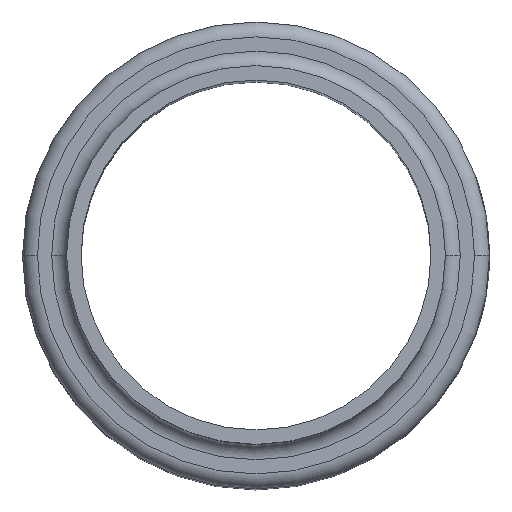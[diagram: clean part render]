
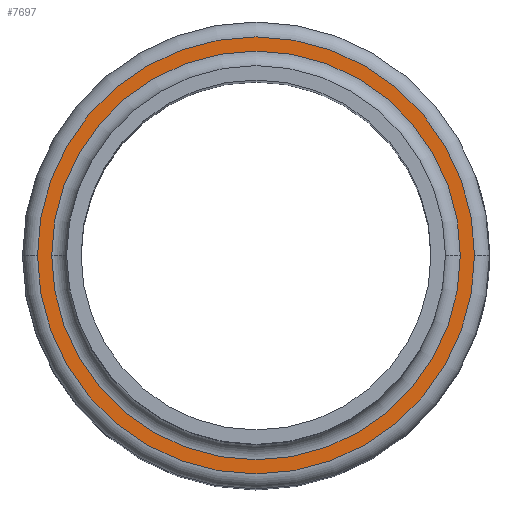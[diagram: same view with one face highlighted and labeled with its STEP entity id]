
A CAD part, top view. The second image highlights one B-rep face of the part: STEP entity #7697.
In plain terms, the highlighted planar face has unit normal (0, 0, 1).
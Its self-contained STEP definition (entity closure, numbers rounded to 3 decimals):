
#785 = DIRECTION ( 'NONE',  ( -1., 0., 0. ) ) ;
#977 = AXIS2_PLACEMENT_3D ( 'NONE', #24590, #11651, #17844 ) ;
#1477 = AXIS2_PLACEMENT_3D ( 'NONE', #11954, #13959, #16273 ) ;
#3191 = AXIS2_PLACEMENT_3D ( 'NONE', #6296, #25848, #4001 ) ;
#3285 = CIRCLE ( 'NONE', #977, 43.9 ) ;
#3325 = FACE_BOUND ( 'NONE', #16929, .T. ) ;
#3976 = DIRECTION ( 'NONE',  ( -1., 0., 0. ) ) ;
#4001 = DIRECTION ( 'NONE',  ( -1., 0., 0. ) ) ;
#4306 = CARTESIAN_POINT ( 'NONE',  ( 43.9, 0., -50. ) ) ;
#5144 = CIRCLE ( 'NONE', #27180, 41.05 ) ;
#5705 = CARTESIAN_POINT ( 'NONE',  ( -43.9, 0., -50. ) ) ;
#5898 = EDGE_CURVE ( 'NONE', #28352, #16035, #3285, .T. ) ;
#6296 = CARTESIAN_POINT ( 'NONE',  ( 0., 0., -50. ) ) ;
#7697 = ADVANCED_FACE ( 'NONE', ( #3325, #9360 ), #13667, .F. ) ;
#8151 = CARTESIAN_POINT ( 'NONE',  ( 0., 0., -50. ) ) ;
#9360 = FACE_OUTER_BOUND ( 'NONE', #12100, .T. ) ;
#10512 = EDGE_CURVE ( 'NONE', #16035, #28352, #18784, .T. ) ;
#10681 = ORIENTED_EDGE ( 'NONE', *, *, #10512, .T. ) ;
#10867 = DIRECTION ( 'NONE',  ( 0., 0., -1. ) ) ;
#11651 = DIRECTION ( 'NONE',  ( 0., 0., 1. ) ) ;
#11954 = CARTESIAN_POINT ( 'NONE',  ( 0., 38.05, -50. ) ) ;
#12100 = EDGE_LOOP ( 'NONE', ( #10681, #17913 ) ) ;
#12480 = EDGE_CURVE ( 'NONE', #19511, #17324, #15600, .T. ) ;
#13667 = PLANE ( 'NONE',  #1477 ) ;
#13959 = DIRECTION ( 'NONE',  ( 0., 0., -1. ) ) ;
#14162 = DIRECTION ( 'NONE',  ( 0., 0., 1. ) ) ;
#15600 = CIRCLE ( 'NONE', #3191, 41.05 ) ;
#15851 = CARTESIAN_POINT ( 'NONE',  ( -41.05, 0., -50. ) ) ;
#16035 = VERTEX_POINT ( 'NONE', #5705 ) ;
#16273 = DIRECTION ( 'NONE',  ( -1., 0., 0. ) ) ;
#16629 = CARTESIAN_POINT ( 'NONE',  ( 0., 0., -50. ) ) ;
#16674 = ORIENTED_EDGE ( 'NONE', *, *, #25361, .T. ) ;
#16929 = EDGE_LOOP ( 'NONE', ( #17076, #16674 ) ) ;
#17076 = ORIENTED_EDGE ( 'NONE', *, *, #12480, .T. ) ;
#17324 = VERTEX_POINT ( 'NONE', #23739 ) ;
#17844 = DIRECTION ( 'NONE',  ( -1., 0., 0. ) ) ;
#17913 = ORIENTED_EDGE ( 'NONE', *, *, #5898, .T. ) ;
#18323 = AXIS2_PLACEMENT_3D ( 'NONE', #16629, #14162, #785 ) ;
#18784 = CIRCLE ( 'NONE', #18323, 43.9 ) ;
#19511 = VERTEX_POINT ( 'NONE', #15851 ) ;
#23739 = CARTESIAN_POINT ( 'NONE',  ( 41.05, 0., -50. ) ) ;
#24590 = CARTESIAN_POINT ( 'NONE',  ( 0., 0., -50. ) ) ;
#25361 = EDGE_CURVE ( 'NONE', #17324, #19511, #5144, .T. ) ;
#25848 = DIRECTION ( 'NONE',  ( 0., 0., -1. ) ) ;
#27180 = AXIS2_PLACEMENT_3D ( 'NONE', #8151, #10867, #3976 ) ;
#28352 = VERTEX_POINT ( 'NONE', #4306 ) ;
